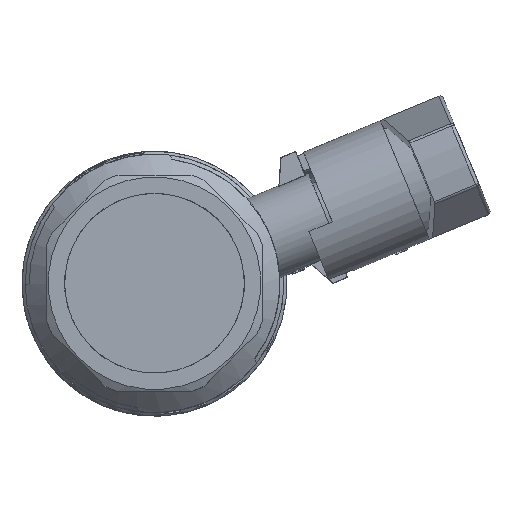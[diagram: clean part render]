
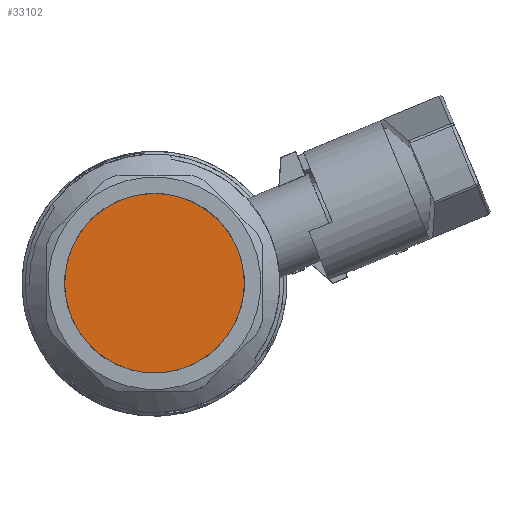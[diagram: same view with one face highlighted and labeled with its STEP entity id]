
A CAD part, top view. The second image highlights one B-rep face of the part: STEP entity #33102.
In plain terms, the highlighted planar face has unit normal (0, 0, -1).
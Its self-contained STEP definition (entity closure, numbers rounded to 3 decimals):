
#2374=CIRCLE('',#45395,28.328);
#2375=CIRCLE('',#45397,28.329);
#12332=ORIENTED_EDGE('',*,*,#17250,.F.);
#12333=ORIENTED_EDGE('',*,*,#17249,.T.);
#17249=EDGE_CURVE('',#20535,#20535,#2374,.T.);
#17250=EDGE_CURVE('',#20536,#20536,#2375,.T.);
#20535=VERTEX_POINT('',#70407);
#20536=VERTEX_POINT('',#70410);
#27808=EDGE_LOOP('',(#12332));
#27809=EDGE_LOOP('',(#12333));
#29746=FACE_BOUND('',#27808,.T.);
#29747=FACE_BOUND('',#27809,.T.);
#31325=PLANE('',#45396);
#33102=ADVANCED_FACE('',(#29746,#29747),#31325,.F.);
#45395=AXIS2_PLACEMENT_3D('',#70406,#55888,#55889);
#45396=AXIS2_PLACEMENT_3D('',#70408,#55890,#55891);
#45397=AXIS2_PLACEMENT_3D('',#70409,#55892,#55893);
#55888=DIRECTION('',(0.,0.,1.));
#55889=DIRECTION('',(1.,0.,0.));
#55890=DIRECTION('',(0.,0.,1.));
#55891=DIRECTION('',(1.,0.,0.));
#55892=DIRECTION('',(0.,0.,1.));
#55893=DIRECTION('',(0.707,0.707,0.));
#70406=CARTESIAN_POINT('',(0.,0.,4.5));
#70407=CARTESIAN_POINT('',(28.328,0.,4.5));
#70408=CARTESIAN_POINT('',(12.844,28.759,4.5));
#70409=CARTESIAN_POINT('',(0.,0.,4.5));
#70410=CARTESIAN_POINT('',(20.032,20.032,4.5));
